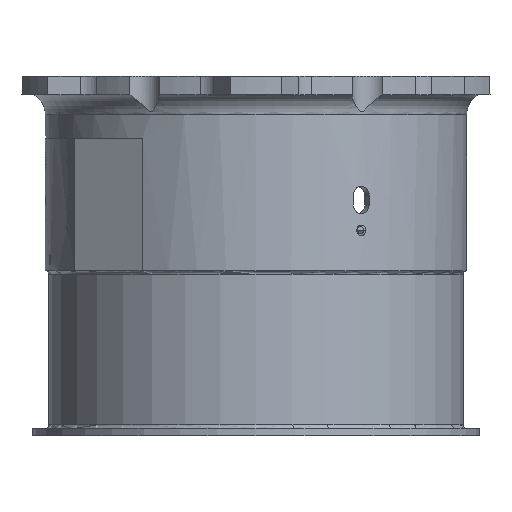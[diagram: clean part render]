
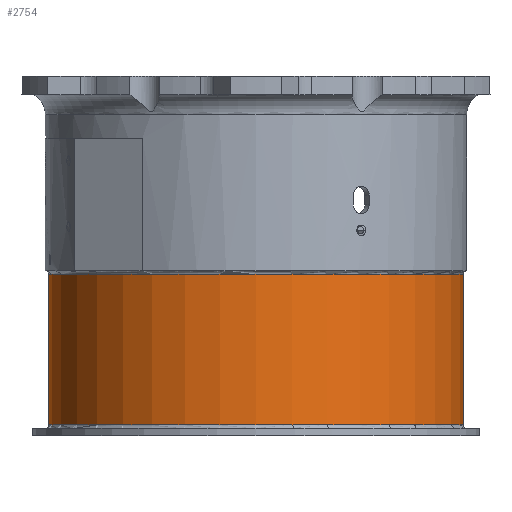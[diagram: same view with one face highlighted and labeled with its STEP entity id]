
A CAD part, left-side view. The second image highlights one B-rep face of the part: STEP entity #2754.
In plain terms, the highlighted cylindrical face has radius 56.5 mm (diameter 113 mm), a full revolution.
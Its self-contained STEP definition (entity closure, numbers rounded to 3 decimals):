
#153=CYLINDRICAL_SURFACE('',#3085,56.5);
#351=LINE('',#5684,#507);
#507=VECTOR('',#3833,56.5);
#628=FACE_OUTER_BOUND('',#771,.T.);
#771=EDGE_LOOP('',(#2314,#2315,#2316,#2317,#2318));
#881=CIRCLE('',#2871,56.5);
#983=CIRCLE('',#3020,56.5);
#984=CIRCLE('',#3021,56.5);
#1120=VERTEX_POINT('',#4485);
#1260=VERTEX_POINT('',#5530);
#1261=VERTEX_POINT('',#5532);
#1432=EDGE_CURVE('',#1120,#1120,#881,.T.);
#1624=EDGE_CURVE('',#1261,#1260,#983,.T.);
#1625=EDGE_CURVE('',#1260,#1261,#984,.T.);
#1700=EDGE_CURVE('',#1120,#1261,#351,.T.);
#2314=ORIENTED_EDGE('',*,*,#1432,.T.);
#2315=ORIENTED_EDGE('',*,*,#1700,.T.);
#2316=ORIENTED_EDGE('',*,*,#1624,.T.);
#2317=ORIENTED_EDGE('',*,*,#1625,.T.);
#2318=ORIENTED_EDGE('',*,*,#1700,.F.);
#2754=ADVANCED_FACE('',(#628),#153,.T.);
#2871=AXIS2_PLACEMENT_3D('',#4487,#3305,#3306);
#3020=AXIS2_PLACEMENT_3D('',#5533,#3663,#3664);
#3021=AXIS2_PLACEMENT_3D('',#5534,#3665,#3666);
#3085=AXIS2_PLACEMENT_3D('',#5683,#3831,#3832);
#3305=DIRECTION('center_axis',(0.,0.,-1.));
#3306=DIRECTION('ref_axis',(-1.,0.,0.));
#3663=DIRECTION('center_axis',(0.,0.,1.));
#3664=DIRECTION('ref_axis',(-1.,0.,0.));
#3665=DIRECTION('center_axis',(0.,0.,1.));
#3666=DIRECTION('ref_axis',(-1.,0.,0.));
#3831=DIRECTION('center_axis',(0.,0.,1.));
#3832=DIRECTION('ref_axis',(1.,0.,0.));
#3833=DIRECTION('',(0.,0.,-1.));
#4485=CARTESIAN_POINT('',(-56.5,0.,44.));
#4487=CARTESIAN_POINT('Origin',(0.,0.,
44.));
#5530=CARTESIAN_POINT('',(56.5,0.,3.));
#5532=CARTESIAN_POINT('',(-56.5,0.,3.));
#5533=CARTESIAN_POINT('Origin',(0.,0.,
3.));
#5534=CARTESIAN_POINT('Origin',(0.,0.,
3.));
#5683=CARTESIAN_POINT('Origin',(0.,0.,22.5));
#5684=CARTESIAN_POINT('',(-56.5,0.,22.5));
